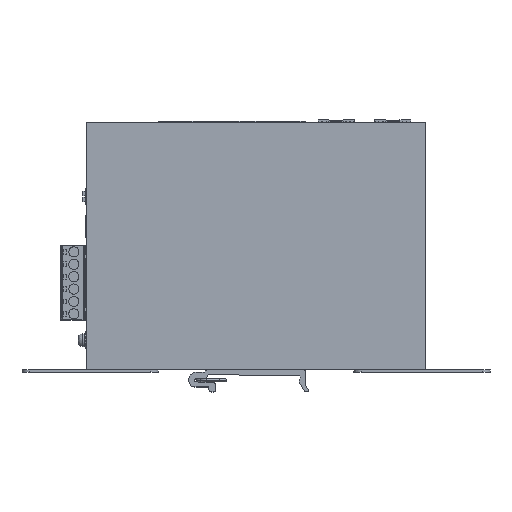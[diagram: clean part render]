
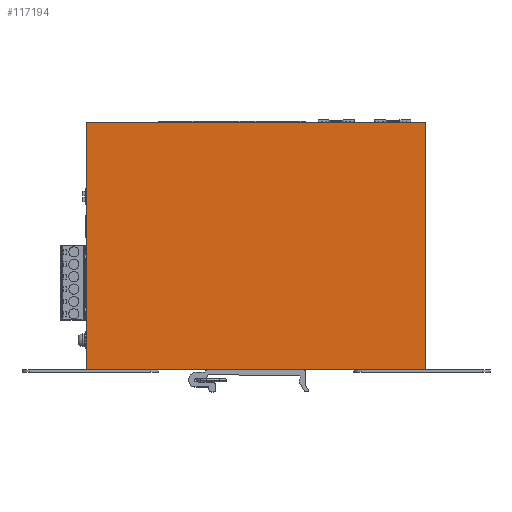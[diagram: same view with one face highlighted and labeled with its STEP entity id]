
A CAD part, top view. The second image highlights one B-rep face of the part: STEP entity #117194.
In plain terms, the highlighted planar face has unit normal (0, 0, 1).
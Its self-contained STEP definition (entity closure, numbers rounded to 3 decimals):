
#104431=DIRECTION('',(1.,0.,0.));
#104432=VECTOR('',#104431,137.);
#104433=CARTESIAN_POINT('',(-68.5,50.,38.));
#104434=LINE('',#104433,#104432);
#104435=DIRECTION('',(0.,-1.,0.));
#104436=VECTOR('',#104435,100.);
#104437=CARTESIAN_POINT('',(68.5,50.,38.));
#104438=LINE('',#104437,#104436);
#104439=DIRECTION('',(-1.,0.,0.));
#104440=VECTOR('',#104439,137.);
#104441=CARTESIAN_POINT('',(68.5,-50.,38.));
#104442=LINE('',#104441,#104440);
#104443=DIRECTION('',(0.,1.,0.));
#104444=VECTOR('',#104443,100.);
#104445=CARTESIAN_POINT('',(-68.5,-50.,38.));
#104446=LINE('',#104445,#104444);
#112615=CARTESIAN_POINT('',(68.5,50.,38.));
#112616=VERTEX_POINT('',#112615);
#112617=CARTESIAN_POINT('',(-68.5,50.,38.));
#112618=VERTEX_POINT('',#112617);
#112675=CARTESIAN_POINT('',(68.5,-50.,38.));
#112676=VERTEX_POINT('',#112675);
#113589=CARTESIAN_POINT('',(-68.5,-50.,38.));
#113590=VERTEX_POINT('',#113589);
#117183=CARTESIAN_POINT('',(0.,0.,38.));
#117184=DIRECTION('',(0.,0.,1.));
#117185=DIRECTION('',(1.,0.,0.));
#117186=AXIS2_PLACEMENT_3D('',#117183,#117184,#117185);
#117187=PLANE('',#117186);
#117188=ORIENTED_EDGE('',*,*,#115399,.T.);
#117189=ORIENTED_EDGE('',*,*,#115492,.T.);
#117190=ORIENTED_EDGE('',*,*,#116646,.T.);
#117191=ORIENTED_EDGE('',*,*,#116695,.T.);
#117192=EDGE_LOOP('',(#117188,#117189,#117190,#117191));
#117193=FACE_OUTER_BOUND('',#117192,.F.);
#117194=ADVANCED_FACE('',(#117193),#117187,.T.);
#115399=EDGE_CURVE('',#112618,#112616,#104434,.T.);
#115492=EDGE_CURVE('',#112616,#112676,#104438,.T.);
#116646=EDGE_CURVE('',#112676,#113590,#104442,.T.);
#116695=EDGE_CURVE('',#113590,#112618,#104446,.T.);
